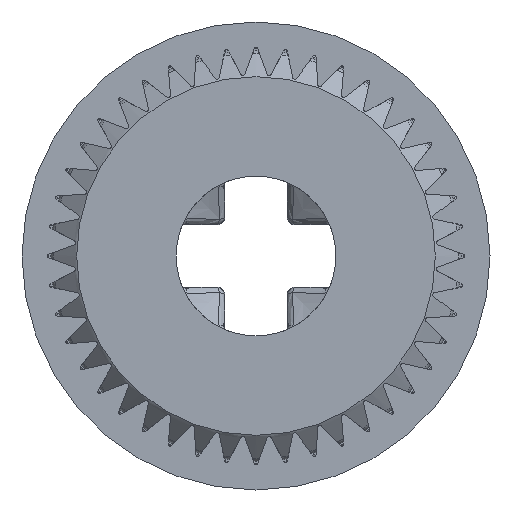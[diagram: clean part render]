
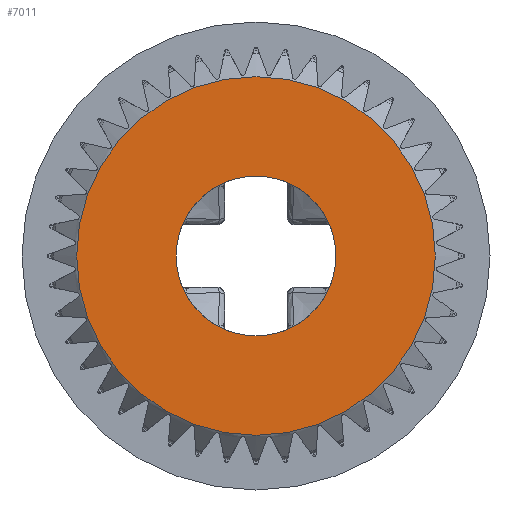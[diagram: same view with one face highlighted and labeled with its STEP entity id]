
A CAD part, front view. The second image highlights one B-rep face of the part: STEP entity #7011.
In plain terms, the highlighted planar face has unit normal (0, -1, 0).
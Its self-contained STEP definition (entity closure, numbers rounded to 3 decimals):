
#203=FACE_BOUND('',#2319,.T.);
#347=PLANE('',#7656);
#1950=FACE_OUTER_BOUND('',#2318,.T.);
#2318=EDGE_LOOP('',(#6641));
#2319=EDGE_LOOP('',(#6642));
#2461=CIRCLE('',#7375,5.325);
#2572=CIRCLE('',#7616,2.375);
#3317=VERTEX_POINT('',#14382);
#3324=VERTEX_POINT('',#14685);
#4293=EDGE_CURVE('',#3317,#3317,#2461,.T.);
#4411=EDGE_CURVE('',#3324,#3324,#2572,.T.);
#6641=ORIENTED_EDGE('',*,*,#4293,.T.);
#6642=ORIENTED_EDGE('',*,*,#4411,.T.);
#7011=ADVANCED_FACE('',(#1950,#203),#347,.F.);
#7375=AXIS2_PLACEMENT_3D('',#14384,#8712,#8713);
#7616=AXIS2_PLACEMENT_3D('',#14686,#9195,#9196);
#7656=AXIS2_PLACEMENT_3D('',#14744,#9281,#9282);
#8712=DIRECTION('center_axis',(0.,-1.,0.));
#8713=DIRECTION('ref_axis',(0.,0.,-1.));
#9195=DIRECTION('center_axis',(0.,1.,0.));
#9196=DIRECTION('ref_axis',(1.,0.,0.));
#9281=DIRECTION('center_axis',(0.,1.,0.));
#9282=DIRECTION('ref_axis',(0.,0.,1.));
#14382=CARTESIAN_POINT('',(0.,-25.6,5.325));
#14384=CARTESIAN_POINT('Origin',(0.,-25.6,0.));
#14685=CARTESIAN_POINT('',(-2.375,-25.6,0.));
#14686=CARTESIAN_POINT('Origin',(0.,-25.6,0.));
#14744=CARTESIAN_POINT('Origin',(0.,-25.6,0.));
